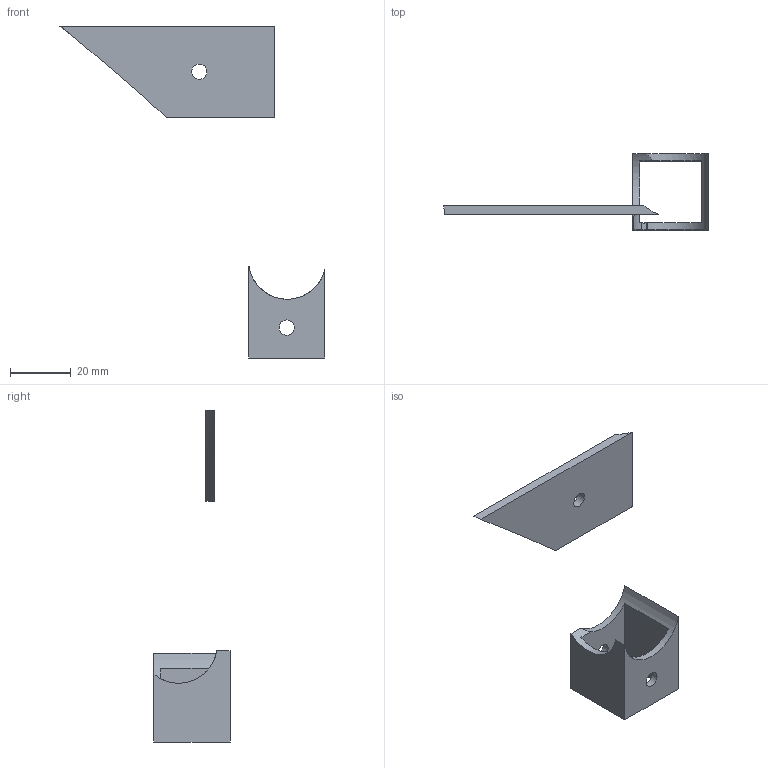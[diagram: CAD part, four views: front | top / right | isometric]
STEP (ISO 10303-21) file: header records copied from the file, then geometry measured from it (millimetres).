
FILE_DESCRIPTION(/* description */ (''),/* implementation_level */ '2;1');
FILE_NAME(/* name */ 'Bracket.stp',/* time_stamp */ '2018-04-27T22:38:12+09:00',/* author */ ('ku_sk'),/* organization */ (''),/* preprocessor_version */ 'ST-DEVELOPER v17',/* originating_system */ 'Autodesk Inventor 2018',/* authorisation */ '');
FILE_SCHEMA (('AUTOMOTIVE_DESIGN { 1 0 10303 214 3 1 1 }'));
Length unit declared in the file: millimetre
Products named in the file (1): Bracket
Bounding box: 87.34 x 25 x 109.17 mm (x, y, z)
Volume: 9039.5 mm3; surface area: 8306.8 mm2
Topology: 2 solids, 2 shells, 23 faces, 62 edges, 42 vertices
Faces by surface type: plane 14, cylinder 7, bspline 2
Full cylindrical faces by diameter (mm): 5 x3
Entity records: 825 total; most frequent: CARTESIAN_POINT 161, DIRECTION 125, ORIENTED_EDGE 124, EDGE_CURVE 62, AXIS2_PLACEMENT_3D 45, VERTEX_POINT 42, LINE 35, VECTOR 35
